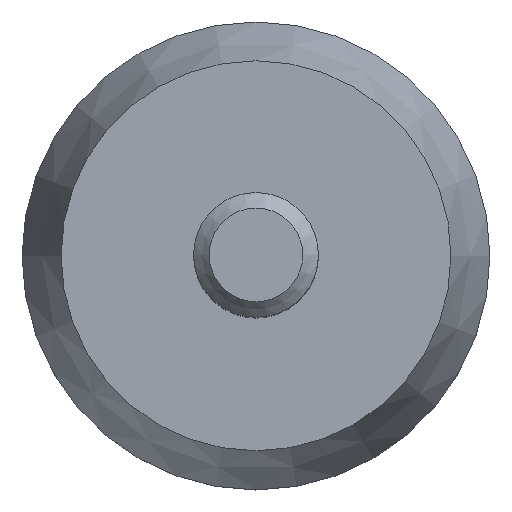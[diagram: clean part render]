
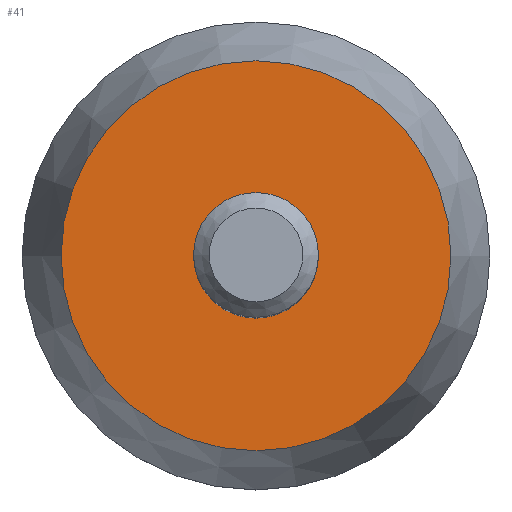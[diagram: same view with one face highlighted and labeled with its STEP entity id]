
A CAD part, top view. The second image highlights one B-rep face of the part: STEP entity #41.
In plain terms, the highlighted planar face has unit normal (0, 0, 1).
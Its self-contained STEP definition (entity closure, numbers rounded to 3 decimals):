
#41 = ADVANCED_FACE( '', ( #80, #81 ), #82, .T. );
#80 = FACE_OUTER_BOUND( '', #113, .T. );
#81 = FACE_BOUND( '', #114, .T. );
#82 = PLANE( '', #115 );
#113 = EDGE_LOOP( '', ( #150 ) );
#114 = EDGE_LOOP( '', ( #151 ) );
#115 = AXIS2_PLACEMENT_3D( '', #152, #153, #154 );
#150 = ORIENTED_EDGE( '', *, *, #165, .T. );
#151 = ORIENTED_EDGE( '', *, *, #172, .F. );
#152 = CARTESIAN_POINT( '', ( 4., 0., 10. ) );
#153 = DIRECTION( '', ( 0., 0., 1. ) );
#154 = DIRECTION( '', ( 1., 0., 0. ) );
#165 = EDGE_CURVE( '', #180, #180, #181, .T. );
#172 = EDGE_CURVE( '', #190, #190, #191, .T. );
#180 = VERTEX_POINT( '', #199 );
#181 = CIRCLE( '', #200, 12.5 );
#190 = VERTEX_POINT( '', #209 );
#191 = CIRCLE( '', #210, 4. );
#199 = CARTESIAN_POINT( '', ( 12.5, 0., 10. ) );
#200 = AXIS2_PLACEMENT_3D( '', #218, #219, #220 );
#209 = CARTESIAN_POINT( '', ( 4., 0., 10. ) );
#210 = AXIS2_PLACEMENT_3D( '', #227, #228, #229 );
#218 = CARTESIAN_POINT( '', ( 0., 0., 10. ) );
#219 = DIRECTION( '', ( 0., 0., 1. ) );
#220 = DIRECTION( '', ( 1., 0., 0. ) );
#227 = CARTESIAN_POINT( '', ( 0., 0., 10. ) );
#228 = DIRECTION( '', ( 0., 0., 1. ) );
#229 = DIRECTION( '', ( 1., 0., 0. ) );
